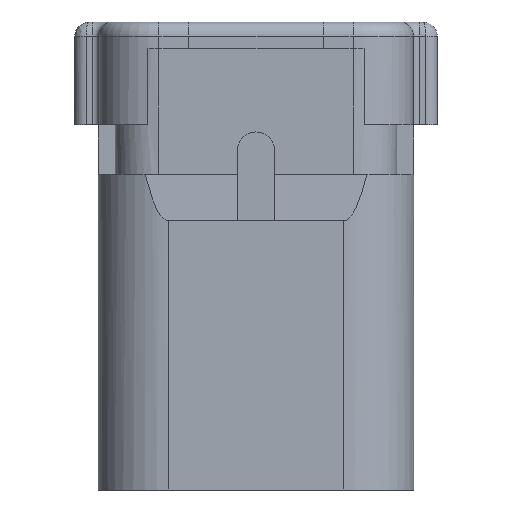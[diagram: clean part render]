
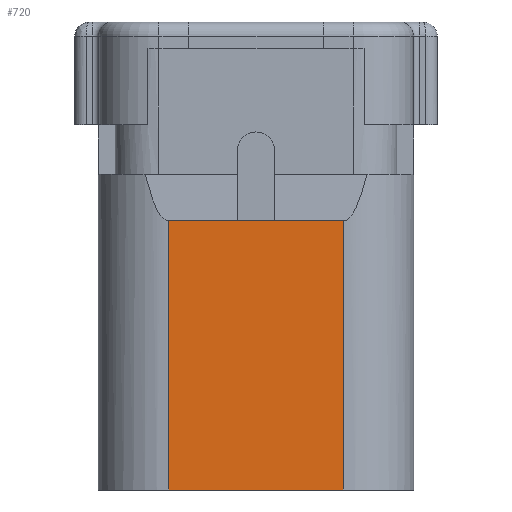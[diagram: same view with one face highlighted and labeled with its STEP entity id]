
A CAD part, front view. The second image highlights one B-rep face of the part: STEP entity #720.
In plain terms, the highlighted planar face has unit normal (0, -1, 0).
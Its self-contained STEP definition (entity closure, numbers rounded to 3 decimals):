
#334=FACE_OUTER_BOUND('',#1444,.T.);
#720=ADVANCED_FACE('',(#334),#1079,.T.);
#1079=PLANE('',#7830);
#1444=EDGE_LOOP('',(#4533,#4534,#4535,#4536));
#2070=LINE('',#11163,#2946);
#2073=LINE('',#11174,#2949);
#2074=LINE('',#11176,#2950);
#2150=LINE('',#11341,#3026);
#2946=VECTOR('',#8877,1.);
#2949=VECTOR('',#8892,1.);
#2950=VECTOR('',#8895,1.);
#3026=VECTOR('',#9039,1.);
#4533=ORIENTED_EDGE('',*,*,#6783,.F.);
#4534=ORIENTED_EDGE('',*,*,#6777,.F.);
#4535=ORIENTED_EDGE('',*,*,#6782,.F.);
#4536=ORIENTED_EDGE('',*,*,#6877,.F.);
#5984=VERTEX_POINT('',#11162);
#5985=VERTEX_POINT('',#11164);
#5986=VERTEX_POINT('',#11173);
#5987=VERTEX_POINT('',#11177);
#6777=EDGE_CURVE('',#5984,#5985,#2070,.T.);
#6782=EDGE_CURVE('',#5986,#5984,#2073,.T.);
#6783=EDGE_CURVE('',#5985,#5987,#2074,.T.);
#6877=EDGE_CURVE('',#5987,#5986,#2150,.T.);
#7830=AXIS2_PLACEMENT_3D('',#11521,#9232,#9233);
#8877=DIRECTION('',(1.,0.,0.));
#8892=DIRECTION('',(0.,0.,1.));
#8895=DIRECTION('',(0.,0.,-1.));
#9039=DIRECTION('',(-1.,0.,0.));
#9232=DIRECTION('',(0.,-1.,0.));
#9233=DIRECTION('',(1.,0.,0.));
#11162=CARTESIAN_POINT('',(-7.45,-9.402,17.15));
#11163=CARTESIAN_POINT('',(-9.835,-9.402,17.15));
#11164=CARTESIAN_POINT('',(7.45,-9.402,17.15));
#11173=CARTESIAN_POINT('',(-7.45,-9.402,-5.85));
#11174=CARTESIAN_POINT('',(-7.45,-9.402,-5.35));
#11176=CARTESIAN_POINT('',(7.45,-9.402,17.135));
#11177=CARTESIAN_POINT('',(7.45,-9.402,-5.85));
#11341=CARTESIAN_POINT('',(15.6,-9.402,-5.85));
#11521=CARTESIAN_POINT('',(-8.94,-9.402,-7.598));
